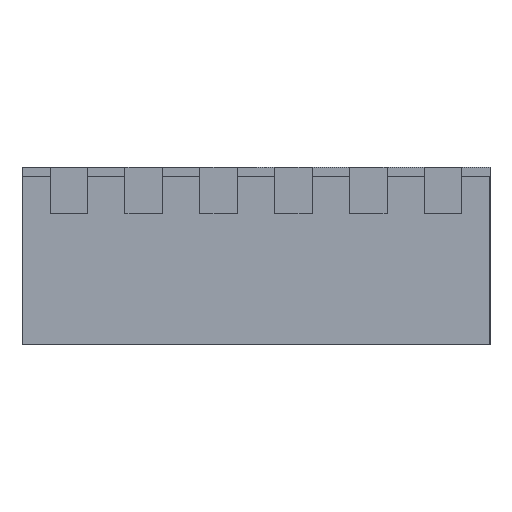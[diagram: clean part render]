
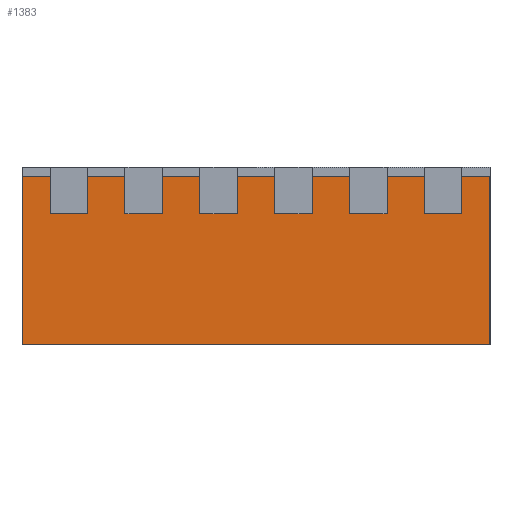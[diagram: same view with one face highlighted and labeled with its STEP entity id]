
A CAD part, left-side view. The second image highlights one B-rep face of the part: STEP entity #1383.
In plain terms, the highlighted planar face has unit normal (-1, 0, 0).
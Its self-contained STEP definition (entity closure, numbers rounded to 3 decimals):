
#79=FACE_OUTER_BOUND('',#171,.T.);
#171=EDGE_LOOP('',(#925,#926,#927,#928));
#267=LINE('',#2033,#435);
#268=LINE('',#2036,#436);
#269=LINE('',#2038,#437);
#270=LINE('',#2039,#438);
#435=VECTOR('',#1628,10.);
#436=VECTOR('',#1631,10.);
#437=VECTOR('',#1632,10.);
#438=VECTOR('',#1633,10.);
#601=VERTEX_POINT('',#2029);
#602=VERTEX_POINT('',#2031);
#603=VERTEX_POINT('',#2035);
#604=VERTEX_POINT('',#2037);
#731=EDGE_CURVE('',#601,#602,#267,.T.);
#732=EDGE_CURVE('',#601,#603,#268,.T.);
#733=EDGE_CURVE('',#604,#602,#269,.T.);
#734=EDGE_CURVE('',#603,#604,#270,.T.);
#925=ORIENTED_EDGE('',*,*,#732,.F.);
#926=ORIENTED_EDGE('',*,*,#731,.T.);
#927=ORIENTED_EDGE('',*,*,#733,.F.);
#928=ORIENTED_EDGE('',*,*,#734,.F.);
#1303=PLANE('',#1502);
#1383=ADVANCED_FACE('',(#79),#1303,.T.);
#1502=AXIS2_PLACEMENT_3D('',#2034,#1629,#1630);
#1628=DIRECTION('',(0.,0.,1.));
#1629=DIRECTION('center_axis',(-1.,0.,0.));
#1630=DIRECTION('ref_axis',(0.,-1.,0.));
#1631=DIRECTION('',(0.,1.,0.));
#1632=DIRECTION('',(0.,-1.,0.));
#1633=DIRECTION('',(0.,0.,1.));
#2029=CARTESIAN_POINT('',(-2.,-1.25,0.));
#2031=CARTESIAN_POINT('',(-2.,-1.25,0.9));
#2033=CARTESIAN_POINT('',(-2.,-1.25,0.));
#2034=CARTESIAN_POINT('Origin',(-2.,1.25,0.));
#2035=CARTESIAN_POINT('',(-2.,1.25,0.));
#2036=CARTESIAN_POINT('',(-2.,-1.25,0.));
#2037=CARTESIAN_POINT('',(-2.,1.25,0.9));
#2038=CARTESIAN_POINT('',(-2.,-1.25,0.9));
#2039=CARTESIAN_POINT('',(-2.,1.25,0.));
